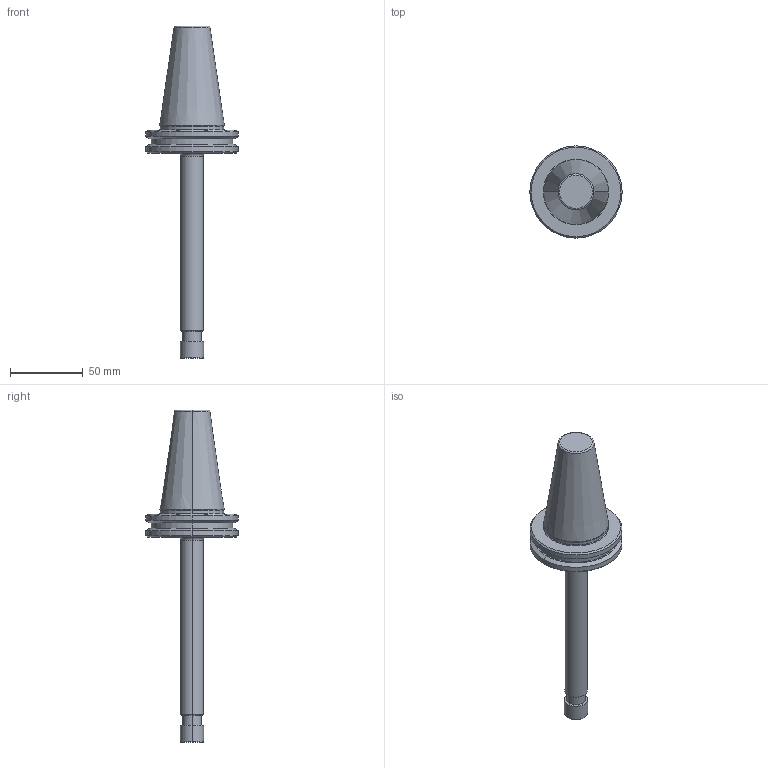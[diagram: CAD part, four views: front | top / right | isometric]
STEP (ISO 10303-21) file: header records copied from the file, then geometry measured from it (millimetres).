
FILE_DESCRIPTION (( 'STEP AP203' ), '1' );
FILE_NAME ('SK 40 ER11M 160 AD+B-2.5G 25000 SL.STEP', '2019-04-27T03:43:26', ( '' ), ( '' ), 'SwSTEP 2.0', 'SolidWorks 2014', '' );
FILE_SCHEMA (( 'CONFIG_CONTROL_DESIGN' ));
Length unit declared in the file: millimetre
Products named in the file (1): SK 40 ER11M 160 AD+B-2.5G 25000 SL
Bounding box: 63.5 x 63.5 x 228.4 mm (x, y, z)
Volume: 143457.8 mm3; surface area: 23831.6 mm2
Topology: 1 solids, 1 shells, 46 faces, 90 edges, 52 vertices
Faces by surface type: cone 18, cylinder 14, plane 8, torus 6
Entity records: 1257 total; most frequent: DIRECTION 242, CARTESIAN_POINT 189, ORIENTED_EDGE 180, AXIS2_PLACEMENT_3D 105, EDGE_CURVE 90, CIRCLE 58, EDGE_LOOP 52, VERTEX_POINT 52
